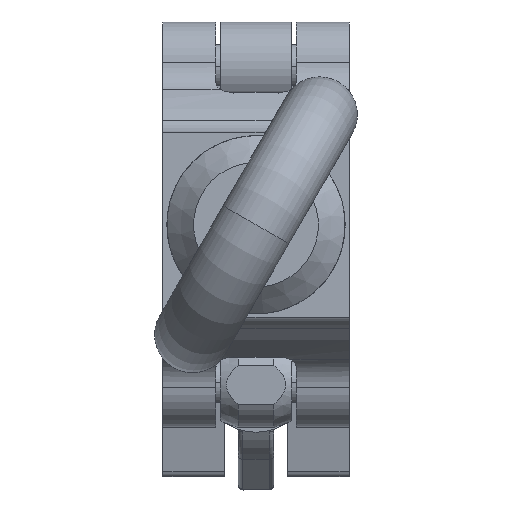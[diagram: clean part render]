
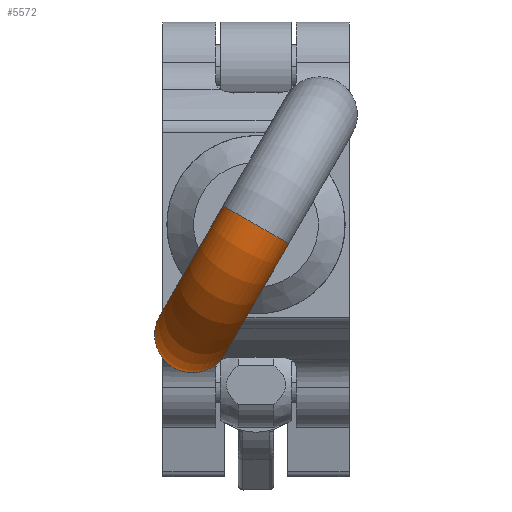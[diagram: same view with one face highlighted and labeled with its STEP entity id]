
A CAD part, front view. The second image highlights one B-rep face of the part: STEP entity #5572.
In plain terms, the highlighted toroidal (fillet/blend) face has major radius 14.25 mm and minor radius 4.25 mm.
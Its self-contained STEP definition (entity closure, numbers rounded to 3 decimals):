
#1443 = FACE_OUTER_BOUND ( 'NONE', #3270, .T. ) ;
#2307 = DIRECTION ( 'NONE',  ( 0., 0., -1. ) ) ;
#2672 = ORIENTED_EDGE ( 'NONE', *, *, #12746, .T. ) ;
#3130 = DIRECTION ( 'NONE',  ( 0., 0., -1. ) ) ;
#3213 = EDGE_CURVE ( 'NONE', #3579, #4486, #12683, .T. ) ;
#3228 = DIRECTION ( 'NONE',  ( -1., 0., 0. ) ) ;
#3270 = EDGE_LOOP ( 'NONE', ( #18040, #6851, #16968, #2672 ) ) ;
#3579 = VERTEX_POINT ( 'NONE', #3860 ) ;
#3759 = DIRECTION ( 'NONE',  ( 0., -1., 0. ) ) ;
#3860 = CARTESIAN_POINT ( 'NONE',  ( 0., -4.25, -14.25 ) ) ;
#4154 = CARTESIAN_POINT ( 'NONE',  ( 0., 4.25, -14.25 ) ) ;
#4486 = VERTEX_POINT ( 'NONE', #6335 ) ;
#5406 = EDGE_CURVE ( 'NONE', #7467, #3579, #12834, .T. ) ;
#5520 = CARTESIAN_POINT ( 'NONE',  ( -14.25, 4.25, 0. ) ) ;
#5572 = ADVANCED_FACE ( 'NONE', ( #1443 ), #10000, .T. ) ;
#5810 = AXIS2_PLACEMENT_3D ( 'NONE', #18478, #11008, #3130 ) ;
#5890 = AXIS2_PLACEMENT_3D ( 'NONE', #7826, #18388, #9352 ) ;
#6335 = CARTESIAN_POINT ( 'NONE',  ( -14.25, -4.25, 0. ) ) ;
#6450 = AXIS2_PLACEMENT_3D ( 'NONE', #18987, #2307, #16014 ) ;
#6759 = CARTESIAN_POINT ( 'NONE',  ( 0., 4.25, 0. ) ) ;
#6779 = CIRCLE ( 'NONE', #6450, 4.25 ) ;
#6851 = ORIENTED_EDGE ( 'NONE', *, *, #5406, .T. ) ;
#6986 = CIRCLE ( 'NONE', #7102, 14.25 ) ;
#7102 = AXIS2_PLACEMENT_3D ( 'NONE', #6759, #3759, #12837 ) ;
#7467 = VERTEX_POINT ( 'NONE', #4154 ) ;
#7710 = AXIS2_PLACEMENT_3D ( 'NONE', #9257, #3228, #13842 ) ;
#7826 = CARTESIAN_POINT ( 'NONE',  ( 0., -4.25, 0. ) ) ;
#9257 = CARTESIAN_POINT ( 'NONE',  ( 0., 0., -14.25 ) ) ;
#9352 = DIRECTION ( 'NONE',  ( 0., 0., -1. ) ) ;
#10000 = TOROIDAL_SURFACE ( 'NONE', #5810, 14.25, 4.25 ) ;
#10040 = VERTEX_POINT ( 'NONE', #5520 ) ;
#11008 = DIRECTION ( 'NONE',  ( 0., -1., 0. ) ) ;
#12683 = CIRCLE ( 'NONE', #5890, 14.25 ) ;
#12746 = EDGE_CURVE ( 'NONE', #4486, #10040, #6779, .T. ) ;
#12834 = CIRCLE ( 'NONE', #7710, 4.25 ) ;
#12837 = DIRECTION ( 'NONE',  ( 0., 0., -1. ) ) ;
#13703 = EDGE_CURVE ( 'NONE', #10040, #7467, #6986, .T. ) ;
#13842 = DIRECTION ( 'NONE',  ( 0., 0., 1. ) ) ;
#16014 = DIRECTION ( 'NONE',  ( 1., 0., 0. ) ) ;
#16968 = ORIENTED_EDGE ( 'NONE', *, *, #3213, .T. ) ;
#18040 = ORIENTED_EDGE ( 'NONE', *, *, #13703, .T. ) ;
#18388 = DIRECTION ( 'NONE',  ( 0., 1., 0. ) ) ;
#18478 = CARTESIAN_POINT ( 'NONE',  ( 0., 0., 0. ) ) ;
#18987 = CARTESIAN_POINT ( 'NONE',  ( -14.25, 0., 0. ) ) ;
